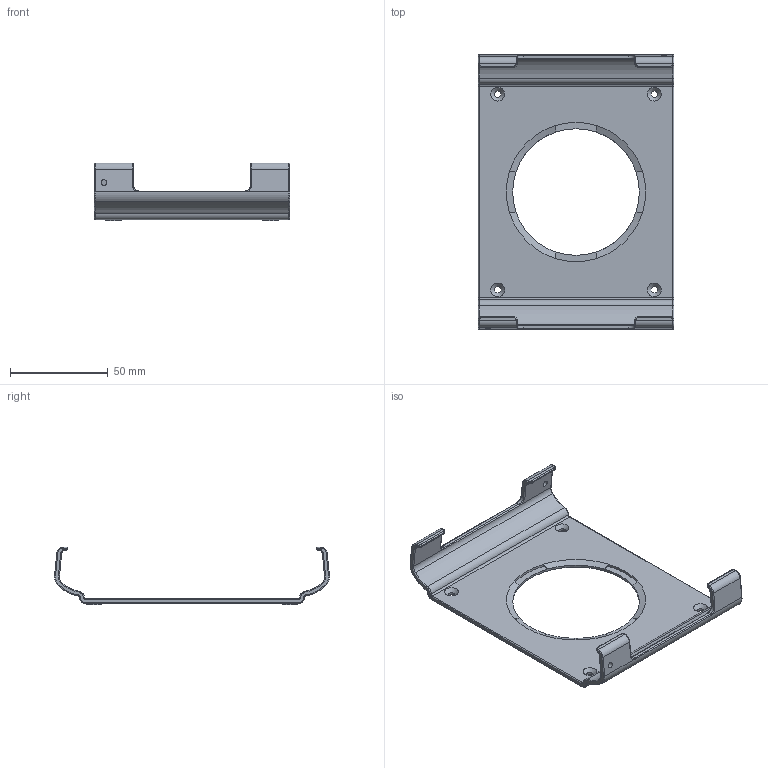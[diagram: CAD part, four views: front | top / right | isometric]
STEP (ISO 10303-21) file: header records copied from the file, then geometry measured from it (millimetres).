
FILE_DESCRIPTION((''),'2;1');
FILE_NAME('900controller_stand_base.stp','2018-12-10T09:59:11',('UJ23342'),(''),'Autodesk Inventor 2010','Autodesk Inventor 2010','');
FILE_SCHEMA(('CONFIG_CONTROL_DESIGN'));
Length unit declared in the file: millimetre
Products named in the file (1): 900controller_stand_base
Bounding box: 100 x 140.56 x 29.55 mm (x, y, z)
Volume: 32090.4 mm3; surface area: 28165.8 mm2
Topology: 1 solids, 1 shells, 237 faces, 545 edges, 314 vertices
Faces by surface type: cylinder 86, torus 64, plane 46, bspline 28, cone 13
Full cylindrical faces by diameter (mm): 3 x2, 3.4 x4
Entity records: 8674 total; most frequent: CARTESIAN_POINT 3210, DIRECTION 1156, ORIENTED_EDGE 1042, EDGE_CURVE 521, AXIS2_PLACEMENT_3D 500, VERTEX_POINT 305, CIRCLE 286, EDGE_LOOP 270
